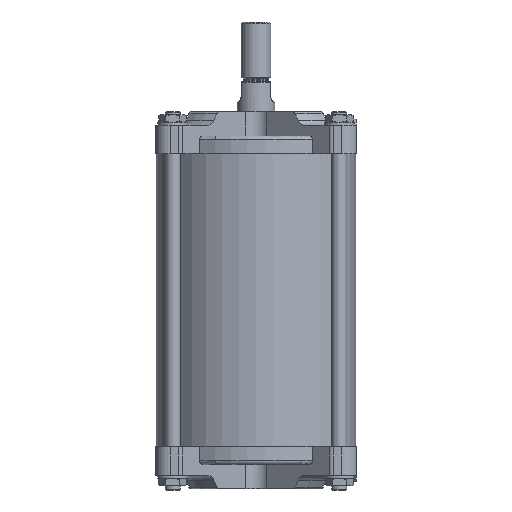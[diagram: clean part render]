
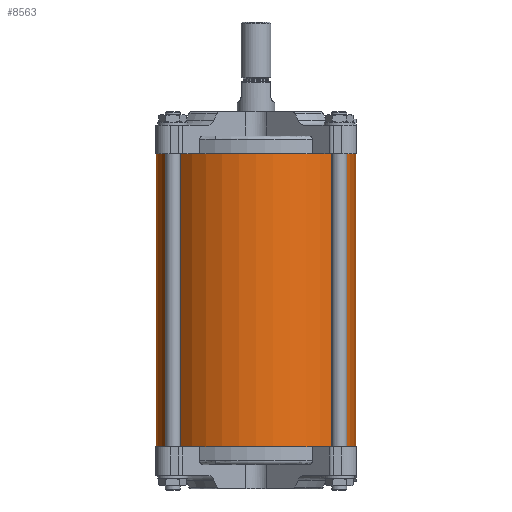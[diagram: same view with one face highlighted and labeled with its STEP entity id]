
A CAD part, front view. The second image highlights one B-rep face of the part: STEP entity #8563.
In plain terms, the highlighted cylindrical face has radius 53.5 mm (diameter 107 mm), a full revolution.
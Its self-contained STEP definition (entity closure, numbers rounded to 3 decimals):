
#148=CYLINDRICAL_SURFACE('',#9353,53.5);
#1407=CIRCLE('',#9331,53.5);
#1408=CIRCLE('',#9333,53.5);
#2700=ORIENTED_EDGE('',*,*,#5120,.F.);
#2701=ORIENTED_EDGE('',*,*,#5121,.T.);
#5120=EDGE_CURVE('',#6290,#6290,#1407,.T.);
#5121=EDGE_CURVE('',#6291,#6291,#1408,.T.);
#6290=VERTEX_POINT('',#15160);
#6291=VERTEX_POINT('',#15163);
#7136=EDGE_LOOP('',(#2700));
#7137=EDGE_LOOP('',(#2701));
#7782=FACE_BOUND('',#7136,.T.);
#7783=FACE_BOUND('',#7137,.T.);
#8563=ADVANCED_FACE('',(#7782,#7783),#148,.T.);
#9331=AXIS2_PLACEMENT_3D('',#15159,#10978,#10979);
#9333=AXIS2_PLACEMENT_3D('',#15162,#10982,#10983);
#9353=AXIS2_PLACEMENT_3D('',#15216,#11033,#11034);
#10978=DIRECTION('',(0.,0.,-1.));
#10979=DIRECTION('',(-1.,0.,0.));
#10982=DIRECTION('',(0.,0.,-1.));
#10983=DIRECTION('',(-1.,0.,0.));
#11033=DIRECTION('',(0.,0.,-1.));
#11034=DIRECTION('',(-1.,0.,0.));
#15159=CARTESIAN_POINT('',(0.,0.,-156.8));
#15160=CARTESIAN_POINT('',(-53.5,0.,-156.8));
#15162=CARTESIAN_POINT('',(0.,0.,0.));
#15163=CARTESIAN_POINT('',(-53.5,0.,0.));
#15216=CARTESIAN_POINT('',(0.,0.,-155.8));
